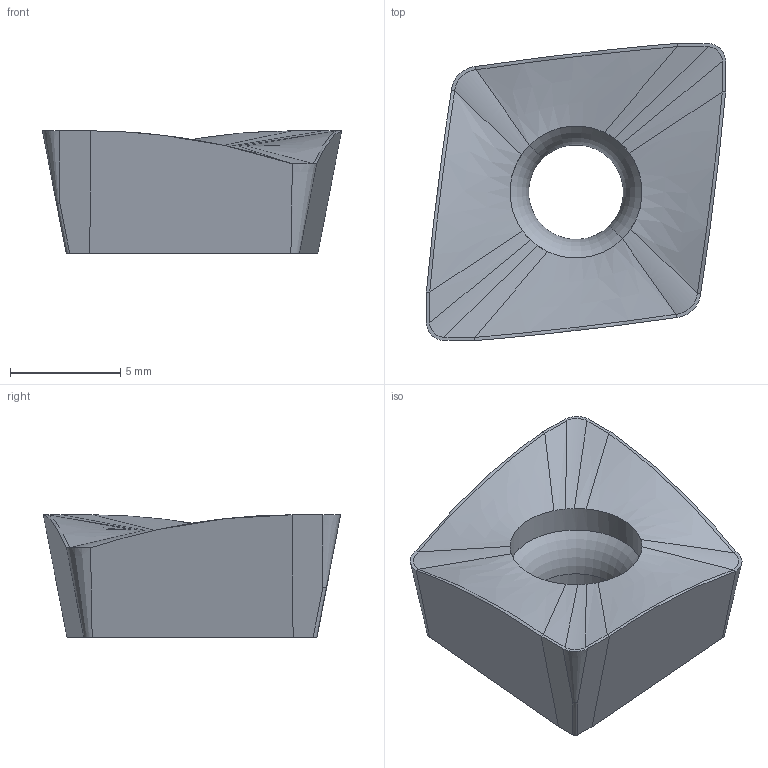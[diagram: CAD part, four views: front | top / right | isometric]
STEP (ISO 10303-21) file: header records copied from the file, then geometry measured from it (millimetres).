
FILE_DESCRIPTION((''),'2;1');
FILE_NAME('CPMT1205ZPEN-M2','2015-12-17T',('tlyi02'),('PTC Japan'),'PRO/ENGINEER BY PARAMETRIC TECHNOLOGY CORPORATION, 2014310','PRO/ENGINEER BY PARAMETRIC TECHNOLOGY CORPORATION, 2014310','');
FILE_SCHEMA(('AUTOMOTIVE_DESIGN { 1 0 10303 214 1 1 1 1 }'));
Length unit declared in the file: millimetre
Products named in the file (1): CPMT1205ZPEN-M2
Bounding box: 13.59 x 13.51 x 5.56 mm (x, y, z)
Volume: 544.4 mm3; surface area: 544.5 mm2
Topology: 1 solids, 1 shells, 44 faces, 106 edges, 64 vertices
Faces by surface type: bspline 22, plane 14, cylinder 4, cone 2, torus 2
Entity records: 3168 total; most frequent: CARTESIAN_POINT 1797, ORIENTED_EDGE 212, DIRECTION 160, PRESENTATION_STYLE_ASSIGNMENT 109, STYLED_ITEM 109, CURVE_STYLE 108, EDGE_CURVE 106, VERTEX_POINT 64
